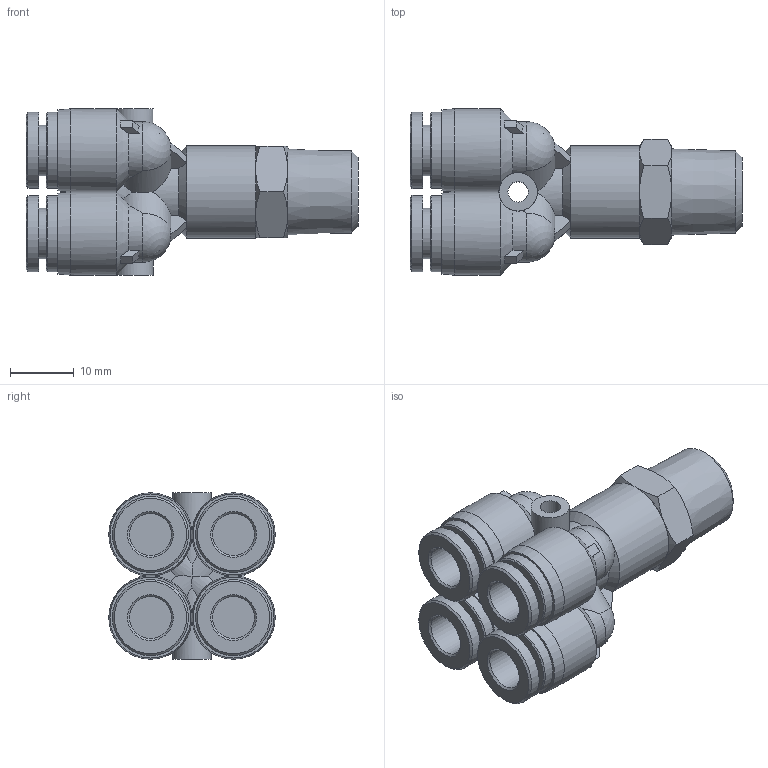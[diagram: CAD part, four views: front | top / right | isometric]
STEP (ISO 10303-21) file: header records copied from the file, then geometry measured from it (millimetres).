
FILE_DESCRIPTION((''),'2;1');
FILE_NAME('PXT 1_4-N02.stp','2016-10-17T16:29:08',('Administrator'),(''),'Autodesk Inventor 2013','Autodesk Inventor 2013','');
FILE_SCHEMA(('CONFIG_CONTROL_DESIGN'));
Length unit declared in the file: millimetre
Products named in the file (4): PXT 1_4-N02; NL 5_16-NPT1_4 BODY; NXT 1_4 BODY; SLEEVE N1_4R-L
Assembly tree (6 placements, depth 2):
  PXT 1_4-N02
    NL 5_16-NPT1_4 BODY
    NXT 1_4 BODY
    SLEEVE N1_4R-L  x4
Bounding box: 51.9 x 26 x 26 mm (x, y, z)
Volume: 12016.5 mm3; surface area: 8380.1 mm2
Topology: 6 solids, 6 shells, 172 faces, 405 edges, 248 vertices
Faces by surface type: plane 74, cylinder 56, cone 38, sphere 4
Full cylindrical faces by diameter (mm): 3.2 x1, 6 x2, 6.55 x8, 7.9 x4, 11.9 x8, 14.4 x1
Entity records: 4278 total; most frequent: CARTESIAN_POINT 1134, DIRECTION 646, ORIENTED_EDGE 622, EDGE_CURVE 311, AXIS2_PLACEMENT_3D 280, VERTEX_POINT 200, EDGE_LOOP 171, FACE_OUTER_BOUND 139
